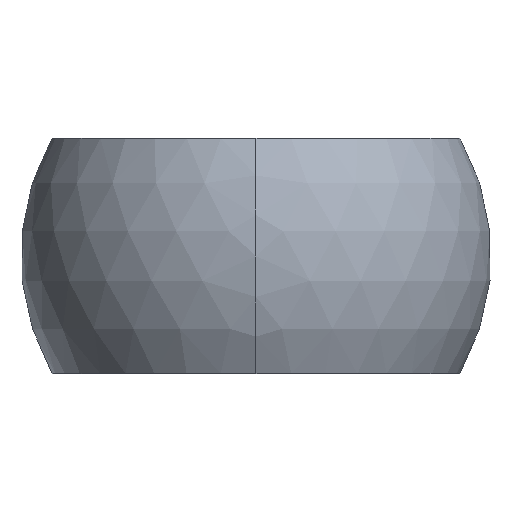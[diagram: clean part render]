
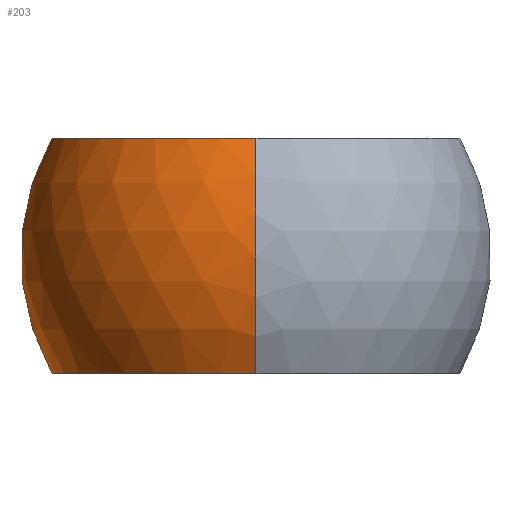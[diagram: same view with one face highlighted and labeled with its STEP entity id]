
A CAD part, left-side view. The second image highlights one B-rep face of the part: STEP entity #203.
In plain terms, the highlighted spherical face has radius 6 mm.
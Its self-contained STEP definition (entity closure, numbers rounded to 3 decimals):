
#151=VERTEX_POINT('',#344);
#195=EDGE_CURVE('',#253,#209,#394,.T.);
#203=ADVANCED_FACE('',(#403),#404,.T.);
#209=VERTEX_POINT('',#411);
#231=VERTEX_POINT('',#434);
#237=EDGE_CURVE('',#231,#253,#440,.T.);
#241=EDGE_CURVE('',#151,#231,#444,.T.);
#243=EDGE_CURVE('',#209,#151,#446,.T.);
#253=VERTEX_POINT('',#456);
#344=CARTESIAN_POINT('',(4.852,1.859,3.0));
#394=CIRCLE('',#669,5.196);
#403=FACE_OUTER_BOUND('',#681,.T.);
#404=SPHERICAL_SURFACE('',#682,6.0);
#411=CARTESIAN_POINT('',(4.852,1.859,-3.0));
#434=CARTESIAN_POINT('',(-5.196,0.,3.0));
#440=CIRCLE('',#750,6.0);
#444=CIRCLE('',#756,5.196);
#446=CIRCLE('',#759,3.529);
#456=CARTESIAN_POINT('',(-5.196,0.,-3.0));
#669=AXIS2_PLACEMENT_3D('',#944,#945,#946);
#681=EDGE_LOOP('',(#963,#964,#965,#966));
#682=AXIS2_PLACEMENT_3D('',#967,#968,#969);
#750=AXIS2_PLACEMENT_3D('',#1001,#1002,#1003);
#756=AXIS2_PLACEMENT_3D('',#1007,#1008,#1009);
#759=AXIS2_PLACEMENT_3D('',#1010,#1011,#1012);
#944=CARTESIAN_POINT('',(0.0,0.0,-3.0));
#945=DIRECTION('',(-0.0,-0.0,-1.0));
#946=DIRECTION('',(0.0,-1.0,0.0));
#963=ORIENTED_EDGE('',*,*,#237,.F.);
#964=ORIENTED_EDGE('',*,*,#241,.F.);
#965=ORIENTED_EDGE('',*,*,#243,.F.);
#966=ORIENTED_EDGE('',*,*,#195,.F.);
#967=CARTESIAN_POINT('',(0.0,0.0,0.0));
#968=DIRECTION('',(0.0,0.0,1.0));
#969=DIRECTION('',(1.0,0.0,0.0));
#1001=CARTESIAN_POINT('',(0.0,0.0,0.0));
#1002=DIRECTION('',(0.,-1.0,0.0));
#1003=DIRECTION('',(0.0,0.0,1.0));
#1007=CARTESIAN_POINT('',(0.0,0.0,3.0));
#1008=DIRECTION('',(0.0,-0.0,1.0));
#1009=DIRECTION('',(0.0,1.0,0.0));
#1010=CARTESIAN_POINT('',(4.852,0.0,0.0));
#1011=DIRECTION('',(1.0,0.0,0.0));
#1012=DIRECTION('',(0.0,1.0,0.0));
